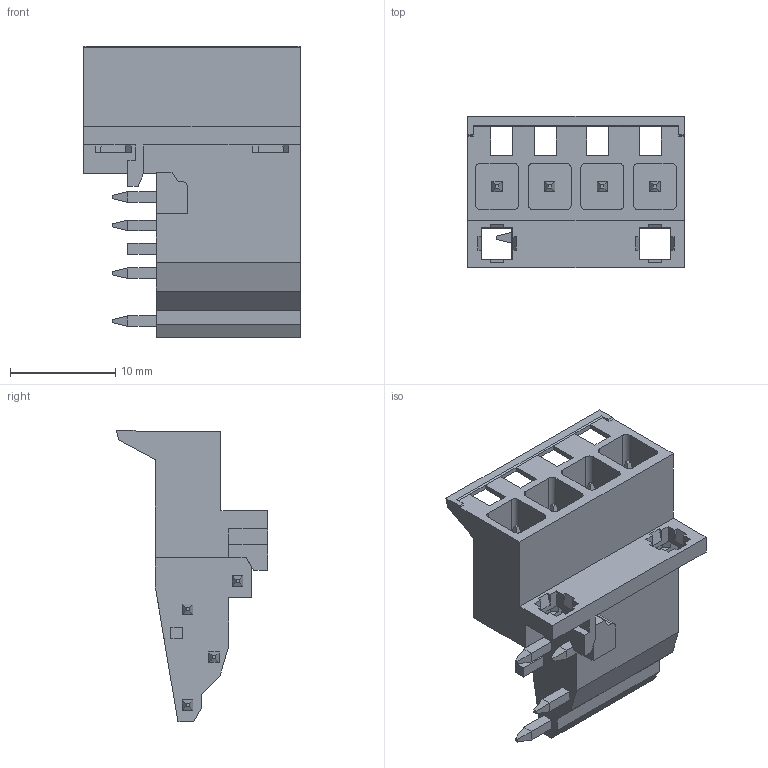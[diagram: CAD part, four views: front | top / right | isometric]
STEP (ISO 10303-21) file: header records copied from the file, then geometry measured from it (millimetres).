
FILE_DESCRIPTION(('CATIA V5R24 STEP','CAx-IF Rec.Pracs.--- Model Styling and Organization---1.2---2011-12-15'),'2;1');
FILE_NAME ('11985432_3', '2017-10-05T08:13:00+00:00', ('Weidmueller Interface'), ('Weidmueller'), 'CATIA Version 5-6 Release 2014 SP4', 'CATIA V5 STEP AP214', 'none');
FILE_SCHEMA(('AUTOMOTIVE_DESIGN { 1 0 10303 214 1 1 1 1 }'));
Length unit declared in the file: millimetre
Products named in the file (1): 1069640000
Bounding box: 20.6 x 14.38 x 27.75 mm (x, y, z)
Volume: 2364.5 mm3; surface area: 2579.2 mm2
Topology: 9 solids, 9 shells, 219 faces, 589 edges, 385 vertices
Faces by surface type: plane 202, extrusion 15, cylinder 2
Entity records: 6836 total; most frequent: CARTESIAN_POINT 1308, ORIENTED_EDGE 1178, DIRECTION 907, EDGE_CURVE 589, VECTOR 551, LINE 536, VERTEX_POINT 385, EDGE_LOOP 228
